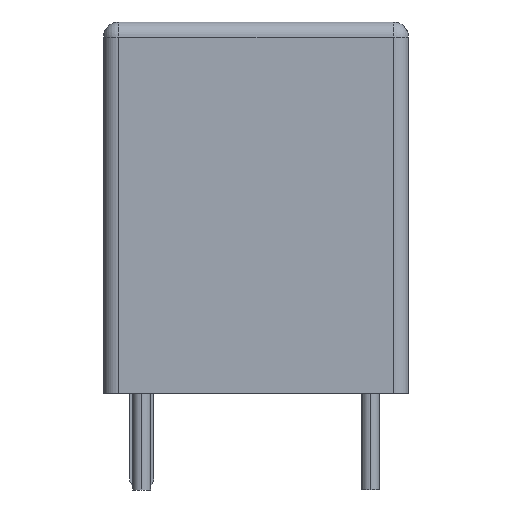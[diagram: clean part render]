
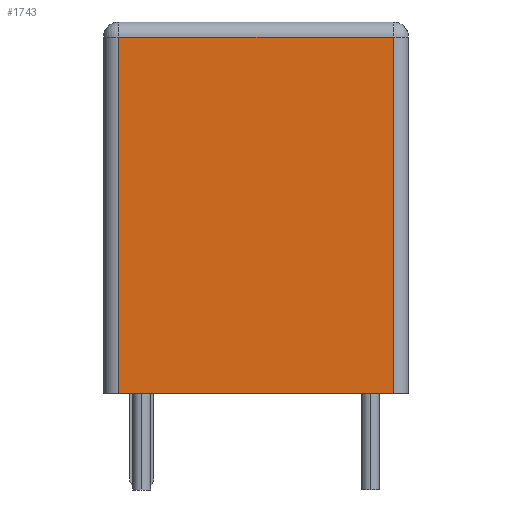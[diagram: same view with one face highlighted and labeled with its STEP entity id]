
A CAD part, left-side view. The second image highlights one B-rep face of the part: STEP entity #1743.
In plain terms, the highlighted planar face has unit normal (-1, 0, 0).
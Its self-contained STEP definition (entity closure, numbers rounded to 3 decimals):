
#1056=CARTESIAN_POINT('',(-14.25,-4.55,11.8));
#1057=VERTEX_POINT('',#1056);
#1065=CARTESIAN_POINT('',(-14.25,-4.55,0.));
#1066=VERTEX_POINT('',#1065);
#1067=CARTESIAN_POINT('',(-14.25,-4.55,11.8));
#1068=DIRECTION('',(0.0,0.0,-1.0));
#1069=VECTOR('',#1068,11.8);
#1070=LINE('',#1067,#1069);
#1071=EDGE_CURVE('',#1057,#1066,#1070,.T.);
#1088=CARTESIAN_POINT('',(-14.25,4.55,0.));
#1089=VERTEX_POINT('',#1088);
#1090=CARTESIAN_POINT('',(-14.25,-4.55,0.));
#1091=DIRECTION('',(0.0,1.0,0.0));
#1092=VECTOR('',#1091,9.1);
#1093=LINE('',#1090,#1092);
#1094=EDGE_CURVE('',#1066,#1089,#1093,.T.);
#1656=CARTESIAN_POINT('',(-14.25,4.55,11.8));
#1657=VERTEX_POINT('',#1656);
#1681=CARTESIAN_POINT('',(-14.25,-4.55,11.8));
#1682=DIRECTION('',(0.0,1.0,0.0));
#1683=VECTOR('',#1682,9.1);
#1684=LINE('',#1681,#1683);
#1685=EDGE_CURVE('',#1057,#1657,#1684,.T.);
#1727=CARTESIAN_POINT('',(-14.25,5.005,12.39));
#1728=DIRECTION('',(-1.0,0.0,0.0));
#1729=DIRECTION('',(0.0,-1.0,0.0));
#1730=AXIS2_PLACEMENT_3D('',#1727,#1728,#1729);
#1731=PLANE('',#1730);
#1732=ORIENTED_EDGE('',*,*,#1685,.T.);
#1733=CARTESIAN_POINT('',(-14.25,4.55,0.));
#1734=DIRECTION('',(0.0,0.0,1.0));
#1735=VECTOR('',#1734,11.8);
#1736=LINE('',#1733,#1735);
#1737=EDGE_CURVE('',#1089,#1657,#1736,.T.);
#1738=ORIENTED_EDGE('',*,*,#1737,.F.);
#1739=ORIENTED_EDGE('',*,*,#1094,.F.);
#1740=ORIENTED_EDGE('',*,*,#1071,.F.);
#1741=EDGE_LOOP('',(#1732,#1738,#1739,#1740));
#1742=FACE_OUTER_BOUND('',#1741,.T.);
#1743=ADVANCED_FACE('',(#1742),#1731,.T.);
